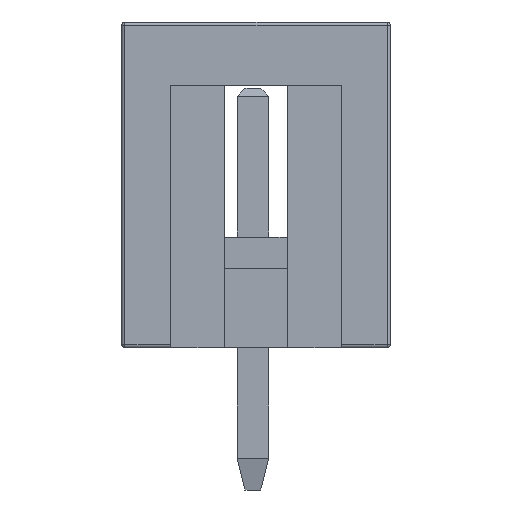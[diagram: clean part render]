
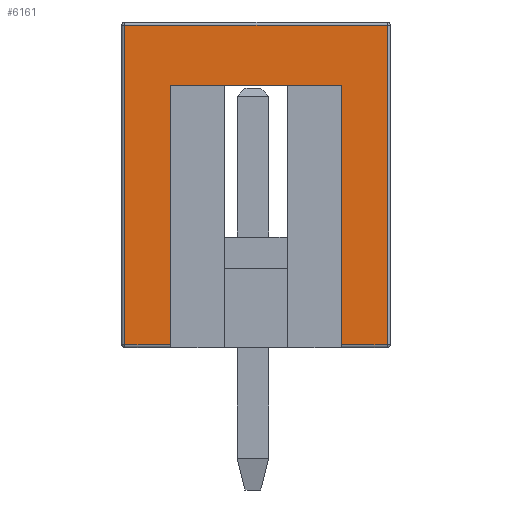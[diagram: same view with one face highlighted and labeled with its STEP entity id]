
A CAD part, left-side view. The second image highlights one B-rep face of the part: STEP entity #6161.
In plain terms, the highlighted planar face has unit normal (-1, 0, 0).
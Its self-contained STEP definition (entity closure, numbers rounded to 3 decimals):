
#2812 = VERTEX_POINT('',#2813);
#2813 = CARTESIAN_POINT('',(-2.8,-4.25,0.1));
#2820 = EDGE_CURVE('',#2812,#2821,#2823,.T.);
#2821 = VERTEX_POINT('',#2822);
#2822 = CARTESIAN_POINT('',(-2.8,-4.25,10.2));
#2823 = LINE('',#2824,#2825);
#2824 = CARTESIAN_POINT('',(-2.8,-4.25,0.));
#2825 = VECTOR('',#2826,1.);
#2826 = DIRECTION('',(0.,0.,1.));
#6161 = ADVANCED_FACE('',(#6162),#6219,.F.);
#6162 = FACE_BOUND('',#6163,.F.);
#6163 = EDGE_LOOP('',(#6164,#6165,#6173,#6181,#6189,#6197,#6205,#6213));
#6164 = ORIENTED_EDGE('',*,*,#2820,.F.);
#6165 = ORIENTED_EDGE('',*,*,#6166,.F.);
#6166 = EDGE_CURVE('',#6167,#2812,#6169,.T.);
#6167 = VERTEX_POINT('',#6168);
#6168 = CARTESIAN_POINT('',(-2.8,-2.8,0.1));
#6169 = LINE('',#6170,#6171);
#6170 = CARTESIAN_POINT('',(-2.8,4.15,0.1));
#6171 = VECTOR('',#6172,1.);
#6172 = DIRECTION('',(0.,-1.,0.));
#6173 = ORIENTED_EDGE('',*,*,#6174,.F.);
#6174 = EDGE_CURVE('',#6175,#6167,#6177,.T.);
#6175 = VERTEX_POINT('',#6176);
#6176 = CARTESIAN_POINT('',(-2.8,-2.8,8.3));
#6177 = LINE('',#6178,#6179);
#6178 = CARTESIAN_POINT('',(-2.8,-2.8,4.15));
#6179 = VECTOR('',#6180,1.);
#6180 = DIRECTION('',(0.,0.,-1.));
#6181 = ORIENTED_EDGE('',*,*,#6182,.F.);
#6182 = EDGE_CURVE('',#6183,#6175,#6185,.T.);
#6183 = VERTEX_POINT('',#6184);
#6184 = CARTESIAN_POINT('',(-2.8,2.6,8.3));
#6185 = LINE('',#6186,#6187);
#6186 = CARTESIAN_POINT('',(-2.8,2.025,8.3));
#6187 = VECTOR('',#6188,1.);
#6188 = DIRECTION('',(0.,-1.,0.));
#6189 = ORIENTED_EDGE('',*,*,#6190,.F.);
#6190 = EDGE_CURVE('',#6191,#6183,#6193,.T.);
#6191 = VERTEX_POINT('',#6192);
#6192 = CARTESIAN_POINT('',(-2.8,2.6,0.1));
#6193 = LINE('',#6194,#6195);
#6194 = CARTESIAN_POINT('',(-2.8,2.6,-4.15));
#6195 = VECTOR('',#6196,1.);
#6196 = DIRECTION('',(0.,0.,1.));
#6197 = ORIENTED_EDGE('',*,*,#6198,.F.);
#6198 = EDGE_CURVE('',#6199,#6191,#6201,.T.);
#6199 = VERTEX_POINT('',#6200);
#6200 = CARTESIAN_POINT('',(-2.8,4.05,0.1));
#6201 = LINE('',#6202,#6203);
#6202 = CARTESIAN_POINT('',(-2.8,4.15,0.1));
#6203 = VECTOR('',#6204,1.);
#6204 = DIRECTION('',(0.,-1.,0.));
#6205 = ORIENTED_EDGE('',*,*,#6206,.T.);
#6206 = EDGE_CURVE('',#6199,#6207,#6209,.T.);
#6207 = VERTEX_POINT('',#6208);
#6208 = CARTESIAN_POINT('',(-2.8,4.05,10.2));
#6209 = LINE('',#6210,#6211);
#6210 = CARTESIAN_POINT('',(-2.8,4.05,0.));
#6211 = VECTOR('',#6212,1.);
#6212 = DIRECTION('',(0.,0.,1.));
#6213 = ORIENTED_EDGE('',*,*,#6214,.T.);
#6214 = EDGE_CURVE('',#6207,#2821,#6215,.T.);
#6215 = LINE('',#6216,#6217);
#6216 = CARTESIAN_POINT('',(-2.8,4.15,10.2));
#6217 = VECTOR('',#6218,1.);
#6218 = DIRECTION('',(0.,-1.,0.));
#6219 = PLANE('',#6220);
#6220 = AXIS2_PLACEMENT_3D('',#6221,#6222,#6223);
#6221 = CARTESIAN_POINT('',(-2.8,4.15,0.));
#6222 = DIRECTION('',(1.,0.,0.));
#6223 = DIRECTION('',(0.,-1.,0.));
